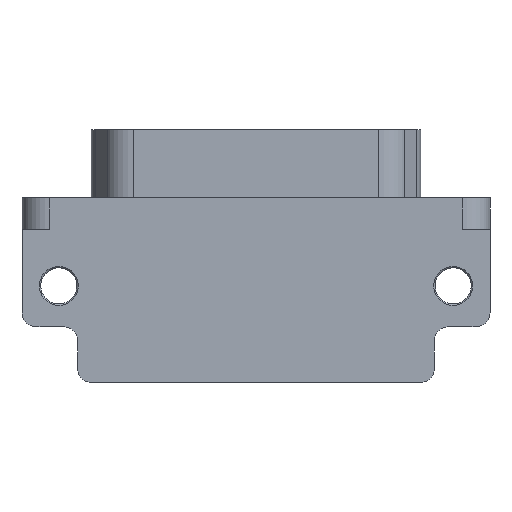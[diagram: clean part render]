
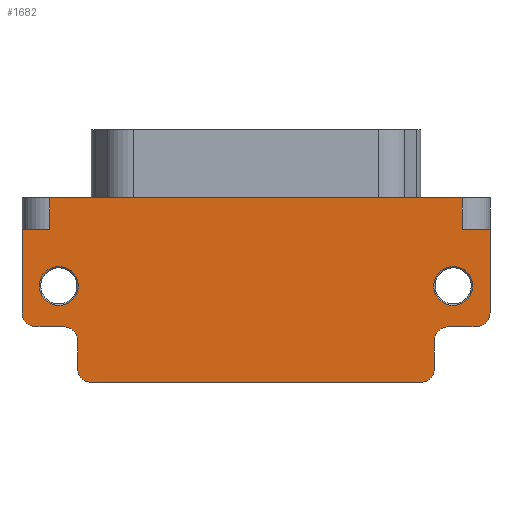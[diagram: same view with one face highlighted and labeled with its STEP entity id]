
A CAD part, front view. The second image highlights one B-rep face of the part: STEP entity #1682.
In plain terms, the highlighted planar face has unit normal (0, -1, 0).
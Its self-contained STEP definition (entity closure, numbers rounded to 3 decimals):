
#1682 = ADVANCED_FACE( '', ( #3994, #3995, #3996 ), #3997, .F. );
#3994 = FACE_OUTER_BOUND( '', #16180, .T. );
#3995 = FACE_BOUND( '', #16181, .T. );
#3996 = FACE_BOUND( '', #16182, .T. );
#3997 = PLANE( '', #16183 );
#16180 = EDGE_LOOP( '', ( #24067, #24068, #24069, #24070, #24071, #24072, #24073, #24074, #24075, #24076, #24077, #24078, #24079, #24080, #24081, #24082, #24083, #24084 ) );
#16181 = EDGE_LOOP( '', ( #24085 ) );
#16182 = EDGE_LOOP( '', ( #24086 ) );
#16183 = AXIS2_PLACEMENT_3D( '', #24087, #24088, #24089 );
#24067 = ORIENTED_EDGE( '', *, *, #25805, .F. );
#24068 = ORIENTED_EDGE( '', *, *, #26934, .T. );
#24069 = ORIENTED_EDGE( '', *, *, #25674, .T. );
#24070 = ORIENTED_EDGE( '', *, *, #25604, .T. );
#24071 = ORIENTED_EDGE( '', *, *, #26935, .F. );
#24072 = ORIENTED_EDGE( '', *, *, #26936, .F. );
#24073 = ORIENTED_EDGE( '', *, *, #26937, .F. );
#24074 = ORIENTED_EDGE( '', *, *, #26547, .F. );
#24075 = ORIENTED_EDGE( '', *, *, #26000, .F. );
#24076 = ORIENTED_EDGE( '', *, *, #25985, .F. );
#24077 = ORIENTED_EDGE( '', *, *, #26899, .F. );
#24078 = ORIENTED_EDGE( '', *, *, #26938, .F. );
#24079 = ORIENTED_EDGE( '', *, *, #26337, .T. );
#24080 = ORIENTED_EDGE( '', *, *, #25966, .T. );
#24081 = ORIENTED_EDGE( '', *, *, #25859, .T. );
#24082 = ORIENTED_EDGE( '', *, *, #25893, .T. );
#24083 = ORIENTED_EDGE( '', *, *, #25666, .T. );
#24084 = ORIENTED_EDGE( '', *, *, #26491, .T. );
#24085 = ORIENTED_EDGE( '', *, *, #26939, .T. );
#24086 = ORIENTED_EDGE( '', *, *, #26589, .T. );
#24087 = CARTESIAN_POINT( '', ( 16.85, -3.9, -13.5 ) );
#24088 = DIRECTION( '', ( 0., 1., 0. ) );
#24089 = DIRECTION( '', ( 1., 0., 0. ) );
#25604 = EDGE_CURVE( '', #27465, #27462, #27466, .T. );
#25666 = EDGE_CURVE( '', #27579, #27577, #27580, .T. );
#25674 = EDGE_CURVE( '', #27592, #27465, #27593, .T. );
#25805 = EDGE_CURVE( '', #27803, #27801, #27805, .T. );
#25859 = EDGE_CURVE( '', #27897, #27895, #27898, .T. );
#25893 = EDGE_CURVE( '', #27895, #27579, #27951, .T. );
#25966 = EDGE_CURVE( '', #28065, #27897, #28066, .T. );
#25985 = EDGE_CURVE( '', #28094, #28096, #28097, .T. );
#26000 = EDGE_CURVE( '', #28096, #28120, #28121, .T. );
#26337 = EDGE_CURVE( '', #28638, #28065, #28639, .T. );
#26491 = EDGE_CURVE( '', #27577, #27801, #28864, .T. );
#26547 = EDGE_CURVE( '', #28120, #28946, #28947, .T. );
#26589 = EDGE_CURVE( '', #29005, #29005, #29006, .T. );
#26899 = EDGE_CURVE( '', #29440, #28094, #29443, .T. );
#26934 = EDGE_CURVE( '', #27803, #27592, #29487, .T. );
#26935 = EDGE_CURVE( '', #29488, #27462, #29489, .T. );
#26936 = EDGE_CURVE( '', #29490, #29488, #29491, .T. );
#26937 = EDGE_CURVE( '', #28946, #29490, #29492, .T. );
#26938 = EDGE_CURVE( '', #28638, #29440, #29493, .T. );
#26939 = EDGE_CURVE( '', #29494, #29494, #29495, .T. );
#27462 = VERTEX_POINT( '', #30384 );
#27465 = VERTEX_POINT( '', #30387 );
#27466 = LINE( '', #30388, #30389 );
#27577 = VERTEX_POINT( '', #30566 );
#27579 = VERTEX_POINT( '', #30569 );
#27580 = CIRCLE( '', #30570, 1. );
#27592 = VERTEX_POINT( '', #30613 );
#27593 = LINE( '', #30614, #30615 );
#27801 = VERTEX_POINT( '', #31107 );
#27803 = VERTEX_POINT( '', #31110 );
#27805 = LINE( '', #31112, #31113 );
#27895 = VERTEX_POINT( '', #31349 );
#27897 = VERTEX_POINT( '', #31352 );
#27898 = CIRCLE( '', #31353, 1. );
#27951 = LINE( '', #31487, #31488 );
#28065 = VERTEX_POINT( '', #31713 );
#28066 = LINE( '', #31714, #31715 );
#28094 = VERTEX_POINT( '', #31796 );
#28096 = VERTEX_POINT( '', #31799 );
#28097 = LINE( '', #31800, #31801 );
#28120 = VERTEX_POINT( '', #31861 );
#28121 = CIRCLE( '', #31862, 1. );
#28638 = VERTEX_POINT( '', #33033 );
#28639 = CIRCLE( '', #33034, 1. );
#28864 = LINE( '', #33610, #33611 );
#28946 = VERTEX_POINT( '', #33882 );
#28947 = LINE( '', #33883, #33884 );
#29005 = VERTEX_POINT( '', #34006 );
#29006 = CIRCLE( '', #34007, 1.4 );
#29440 = VERTEX_POINT( '', #34904 );
#29443 = CIRCLE( '', #34908, 1. );
#29487 = LINE( '', #34975, #34976 );
#29488 = VERTEX_POINT( '', #34977 );
#29489 = LINE( '', #34978, #34979 );
#29490 = VERTEX_POINT( '', #34980 );
#29491 = LINE( '', #34981, #34982 );
#29492 = CIRCLE( '', #34983, 1. );
#29493 = LINE( '', #34984, #34985 );
#29494 = VERTEX_POINT( '', #34986 );
#29495 = CIRCLE( '', #34987, 1.4 );
#30384 = CARTESIAN_POINT( '', ( -14.85, -3.9, -2.5 ) );
#30387 = CARTESIAN_POINT( '', ( -14.85, -3.9, -0.2 ) );
#30388 = CARTESIAN_POINT( '', ( -14.85, -3.9, -2.5 ) );
#30389 = VECTOR( '', #35702, 1000. );
#30566 = CARTESIAN_POINT( '', ( 16.85, -3.9, -8.5 ) );
#30569 = CARTESIAN_POINT( '', ( 15.85, -3.9, -9.5 ) );
#30570 = AXIS2_PLACEMENT_3D( '', #35788, #35789, #35790 );
#30613 = CARTESIAN_POINT( '', ( 14.85, -3.9, -0.2 ) );
#30614 = CARTESIAN_POINT( '', ( 9.85, -3.9, -0.2 ) );
#30615 = VECTOR( '', #35792, 1000. );
#31107 = CARTESIAN_POINT( '', ( 16.85, -3.9, -2.5 ) );
#31110 = CARTESIAN_POINT( '', ( 14.85, -3.9, -2.5 ) );
#31112 = CARTESIAN_POINT( '', ( 12.65, -3.9, -2.5 ) );
#31113 = VECTOR( '', #35946, 1000. );
#31349 = CARTESIAN_POINT( '', ( 13.85, -3.9, -9.5 ) );
#31352 = CARTESIAN_POINT( '', ( 12.85, -3.9, -10.5 ) );
#31353 = AXIS2_PLACEMENT_3D( '', #36009, #36010, #36011 );
#31487 = CARTESIAN_POINT( '', ( 13.85, -3.9, -9.5 ) );
#31488 = VECTOR( '', #36037, 1000. );
#31713 = CARTESIAN_POINT( '', ( 12.85, -3.9, -12.5 ) );
#31714 = CARTESIAN_POINT( '', ( 12.85, -3.9, -12.5 ) );
#31715 = VECTOR( '', #36105, 1000. );
#31796 = CARTESIAN_POINT( '', ( -12.85, -3.9, -12.5 ) );
#31799 = CARTESIAN_POINT( '', ( -12.85, -3.9, -10.5 ) );
#31800 = CARTESIAN_POINT( '', ( -12.85, -3.9, -12.5 ) );
#31801 = VECTOR( '', #36126, 1000. );
#31861 = CARTESIAN_POINT( '', ( -13.85, -3.9, -9.5 ) );
#31862 = AXIS2_PLACEMENT_3D( '', #36144, #36145, #36146 );
#33033 = CARTESIAN_POINT( '', ( 11.85, -3.9, -13.5 ) );
#33034 = AXIS2_PLACEMENT_3D( '', #36533, #36534, #36535 );
#33610 = CARTESIAN_POINT( '', ( 16.85, -3.9, -13.5 ) );
#33611 = VECTOR( '', #36686, 1000. );
#33882 = CARTESIAN_POINT( '', ( -15.85, -3.9, -9.5 ) );
#33883 = CARTESIAN_POINT( '', ( -13.85, -3.9, -9.5 ) );
#33884 = VECTOR( '', #36726, 1000. );
#34006 = CARTESIAN_POINT( '', ( -14.2, -3.9, -7.95 ) );
#34007 = AXIS2_PLACEMENT_3D( '', #36759, #36760, #36761 );
#34904 = CARTESIAN_POINT( '', ( -11.85, -3.9, -13.5 ) );
#34908 = AXIS2_PLACEMENT_3D( '', #37099, #37100, #37101 );
#34975 = CARTESIAN_POINT( '', ( 14.85, -3.9, -2.5 ) );
#34976 = VECTOR( '', #37132, 1000. );
#34977 = CARTESIAN_POINT( '', ( -16.85, -3.9, -2.5 ) );
#34978 = CARTESIAN_POINT( '', ( -15.75, -3.9, -2.5 ) );
#34979 = VECTOR( '', #37133, 1000. );
#34980 = CARTESIAN_POINT( '', ( -16.85, -3.9, -8.5 ) );
#34981 = CARTESIAN_POINT( '', ( -16.85, -3.9, -13.5 ) );
#34982 = VECTOR( '', #37134, 1000. );
#34983 = AXIS2_PLACEMENT_3D( '', #37135, #37136, #37137 );
#34984 = CARTESIAN_POINT( '', ( 16.85, -3.9, -13.5 ) );
#34985 = VECTOR( '', #37138, 1000. );
#34986 = CARTESIAN_POINT( '', ( 14.2, -3.9, -7.95 ) );
#34987 = AXIS2_PLACEMENT_3D( '', #37139, #37140, #37141 );
#35702 = DIRECTION( '', ( 0., 0., -1. ) );
#35788 = CARTESIAN_POINT( '', ( 15.85, -3.9, -8.5 ) );
#35789 = DIRECTION( '', ( 0., -1., 0. ) );
#35790 = DIRECTION( '', ( -1., 0., 0. ) );
#35792 = DIRECTION( '', ( -1., 0., 0. ) );
#35946 = DIRECTION( '', ( 1., 0., 0. ) );
#36009 = CARTESIAN_POINT( '', ( 13.85, -3.9, -10.5 ) );
#36010 = DIRECTION( '', ( 0., 1., 0. ) );
#36011 = DIRECTION( '', ( 1., 0., 0. ) );
#36037 = DIRECTION( '', ( 1., 0., 0. ) );
#36105 = DIRECTION( '', ( 0., 0., 1. ) );
#36126 = DIRECTION( '', ( 0., 0., 1. ) );
#36144 = CARTESIAN_POINT( '', ( -13.85, -3.9, -10.5 ) );
#36145 = DIRECTION( '', ( 0., -1., 0. ) );
#36146 = DIRECTION( '', ( -1., 0., 0. ) );
#36533 = CARTESIAN_POINT( '', ( 11.85, -3.9, -12.5 ) );
#36534 = DIRECTION( '', ( 0., -1., 0. ) );
#36535 = DIRECTION( '', ( -1., 0., 0. ) );
#36686 = DIRECTION( '', ( 0., 0., 1. ) );
#36726 = DIRECTION( '', ( -1., 0., 0. ) );
#36759 = CARTESIAN_POINT( '', ( -14.2, -3.9, -6.55 ) );
#36760 = DIRECTION( '', ( 0., 1., 0. ) );
#36761 = DIRECTION( '', ( 0., 0., -1. ) );
#37099 = CARTESIAN_POINT( '', ( -11.85, -3.9, -12.5 ) );
#37100 = DIRECTION( '', ( 0., 1., 0. ) );
#37101 = DIRECTION( '', ( 1., 0., 0. ) );
#37132 = DIRECTION( '', ( 0., 0., 1. ) );
#37133 = DIRECTION( '', ( 1., 0., 0. ) );
#37134 = DIRECTION( '', ( 0., 0., 1. ) );
#37135 = CARTESIAN_POINT( '', ( -15.85, -3.9, -8.5 ) );
#37136 = DIRECTION( '', ( 0., 1., 0. ) );
#37137 = DIRECTION( '', ( 1., 0., 0. ) );
#37138 = DIRECTION( '', ( -1., 0., 0. ) );
#37139 = CARTESIAN_POINT( '', ( 14.2, -3.9, -6.55 ) );
#37140 = DIRECTION( '', ( 0., 1., 0. ) );
#37141 = DIRECTION( '', ( 0., 0., -1. ) );
